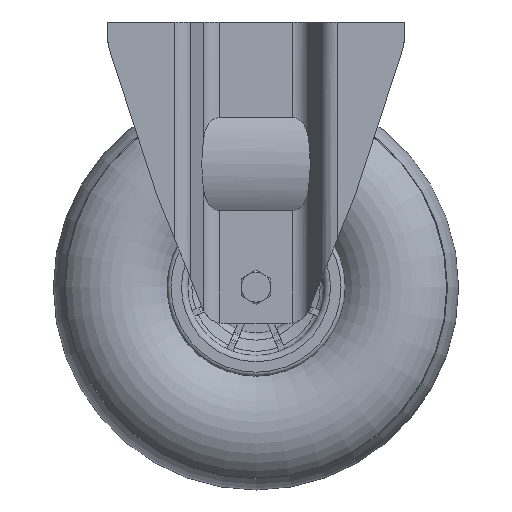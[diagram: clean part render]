
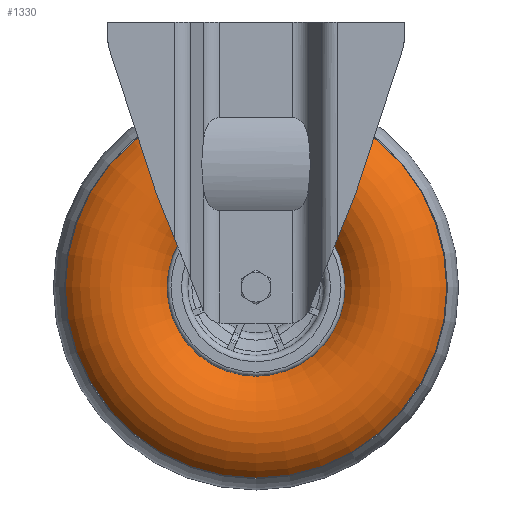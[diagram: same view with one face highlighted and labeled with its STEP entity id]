
A CAD part, top view. The second image highlights one B-rep face of the part: STEP entity #1330.
In plain terms, the highlighted toroidal (fillet/blend) face has major radius 89.339 mm and minor radius 40.7 mm.
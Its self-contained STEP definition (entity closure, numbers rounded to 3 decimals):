
#1330 = ADVANCED_FACE( '', ( #2706, #2707 ), #2708, .T. );
#2706 = FACE_OUTER_BOUND( '', #4120, .T. );
#2707 = FACE_OUTER_BOUND( '', #4121, .T. );
#2708 = TOROIDAL_SURFACE( '', #4122, 89.339, 40.7 );
#4120 = EDGE_LOOP( '', ( #7893 ) );
#4121 = EDGE_LOOP( '', ( #7894 ) );
#4122 = AXIS2_PLACEMENT_3D( '', #7895, #7896, #7897 );
#7893 = ORIENTED_EDGE( '', *, *, #8627, .T. );
#7894 = ORIENTED_EDGE( '', *, *, #9847, .F. );
#7895 = CARTESIAN_POINT( '', ( 35.212, 0., 0. ) );
#7896 = DIRECTION( '', ( 1., 0., 0. ) );
#7897 = DIRECTION( '', ( 0., 0., -1. ) );
#8627 = EDGE_CURVE( '', #10362, #10362, #10363, .T. );
#9847 = EDGE_CURVE( '', #12252, #12252, #12253, .T. );
#10362 = VERTEX_POINT( '', #13060 );
#10363 = CIRCLE( '', #13061, 57. );
#12252 = VERTEX_POINT( '', #17505 );
#12253 = CIRCLE( '', #17506, 122.419 );
#13060 = CARTESIAN_POINT( '', ( 10.5, 0., -57. ) );
#13061 = AXIS2_PLACEMENT_3D( '', #18424, #18425, #18426 );
#17505 = CARTESIAN_POINT( '', ( 11.5, 0., -122.419 ) );
#17506 = AXIS2_PLACEMENT_3D( '', #19802, #19803, #19804 );
#18424 = CARTESIAN_POINT( '', ( 10.5, 0., 0. ) );
#18425 = DIRECTION( '', ( 1., 0., 0. ) );
#18426 = DIRECTION( '', ( 0., 0., -1. ) );
#19802 = CARTESIAN_POINT( '', ( 11.5, 0., 0. ) );
#19803 = DIRECTION( '', ( 1., 0., 0. ) );
#19804 = DIRECTION( '', ( 0., 0., -1. ) );
